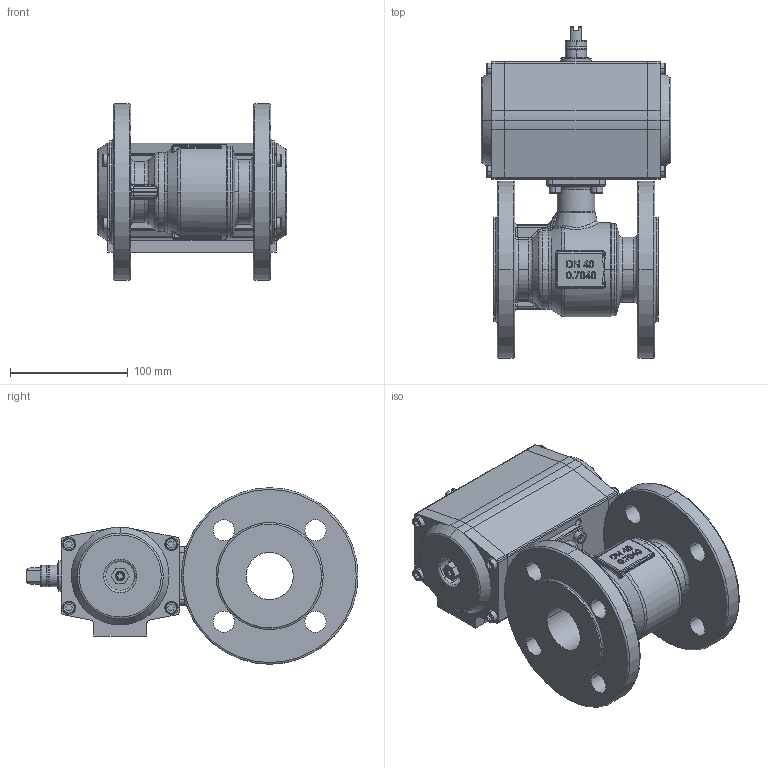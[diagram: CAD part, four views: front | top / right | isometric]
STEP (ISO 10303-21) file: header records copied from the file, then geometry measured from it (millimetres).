
FILE_DESCRIPTION(('STEP AP214'),'1');
FILE_NAME('valve_akp75-40-16-b-gte78-8f.stp','2018-06-18T09:50:18',('TraceParts'),('TraceParts S.A.'),'Spatial InterOp 3D',' ',' ');
FILE_SCHEMA(('automotive_design'));
Length unit declared in the file: millimetre
Products named in the file (26): valve_akp75-40-16-b-gte78-8f_1; valve_akp75-40-16-b-gte78-8f_2; valve_akp75-40-16-b-gte78-8f_3; valve_akp75-40-16-b-gte78-8f_4; valve_akp75-40-16-b-gte78-8f_5; valve_akp75-40-16-b-gte78-8f_6; valve_akp75-40-16-b-gte78-8f_7; valve_akp75-40-16-b-gte78-8f_8; valve_akp75-40-16-b-gte78-8f_9; valve_akp75-40-16-b-gte78-8f_10; valve_akp75-40-16-b-gte78-8f_11; valve_akp75-40-16-b-gte78-8f_12; valve_akp75-40-16-b-gte78-8f_13; valve_akp75-40-16-b-gte78-8f_14; valve_akp75-40-16-b-gte78-8f_15; valve_akp75-40-16-b-gte78-8f_16; valve_akp75-40-16-b-gte78-8f_17; valve_akp75-40-16-b-gte78-8f_18; valve_akp75-40-16-b-gte78-8f_19; valve_akp75-40-16-b-gte78-8f_20; valve_akp75-40-16-b-gte78-8f_21; valve_akp75-40-16-b-gte78-8f_22; valve_akp75-40-16-b-gte78-8f_23; valve_akp75-40-16-b-gte78-8f_24; valve_akp75-40-16-b-gte78-8f_25; valve_akp75-40-16-b-gte78-8f_26
Bounding box: 161 x 282 x 150 mm (x, y, z)
Volume: 1543578.6 mm3; surface area: 306681.3 mm2
Topology: 26 solids, 26 shells, 1285 faces, 3357 edges, 2160 vertices
Faces by surface type: cylinder 455, plane 386, cone 179, bspline 129, torus 126, sphere 10
Entity records: 56191 total; most frequent: CARTESIAN_POINT 13517, DIRECTION 6913, ORIENTED_EDGE 6578, EDGE_CURVE 3289, AXIS2_PLACEMENT_3D 2779, VERTEX_POINT 2160, CIRCLE 1577, EDGE_LOOP 1457
